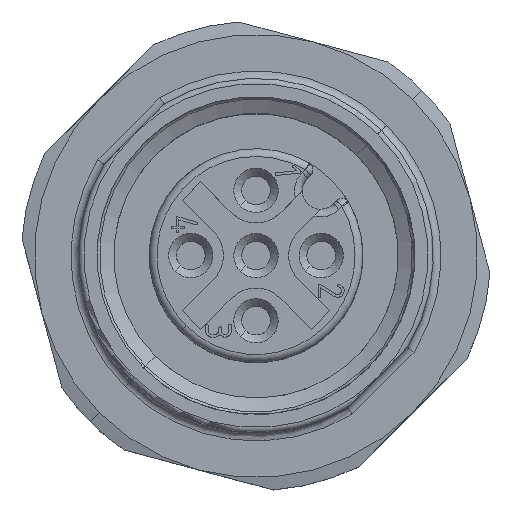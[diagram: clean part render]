
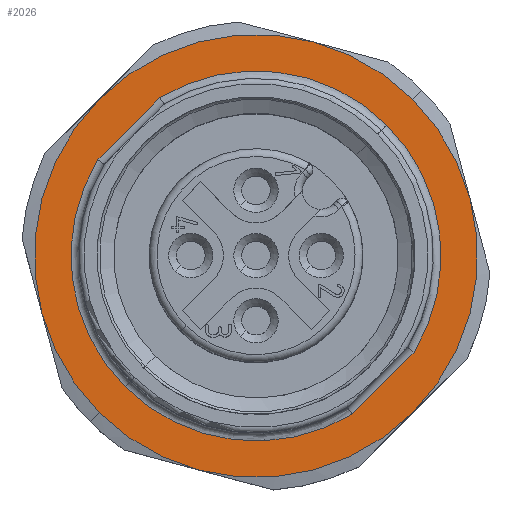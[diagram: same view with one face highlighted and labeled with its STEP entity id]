
A CAD part, top view. The second image highlights one B-rep face of the part: STEP entity #2026.
In plain terms, the highlighted planar face has unit normal (0, 0, 1).
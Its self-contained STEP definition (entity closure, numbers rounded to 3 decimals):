
#1113=AXIS2_PLACEMENT_3D('Circle Axis2P3D',#1111,#1112,$) ;
#1130=AXIS2_PLACEMENT_3D('Circle Axis2P3D',#1128,#1129,$) ;
#1147=AXIS2_PLACEMENT_3D('Circle Axis2P3D',#1145,#1146,$) ;
#1171=AXIS2_PLACEMENT_3D('Circle Axis2P3D',#1169,#1170,$) ;
#1188=AXIS2_PLACEMENT_3D('Circle Axis2P3D',#1186,#1187,$) ;
#1205=AXIS2_PLACEMENT_3D('Circle Axis2P3D',#1203,#1204,$) ;
#1222=AXIS2_PLACEMENT_3D('Circle Axis2P3D',#1220,#1221,$) ;
#1239=AXIS2_PLACEMENT_3D('Circle Axis2P3D',#1237,#1238,$) ;
#1265=AXIS2_PLACEMENT_3D('Circle Axis2P3D',#1263,#1264,$) ;
#1314=AXIS2_PLACEMENT_3D('Circle Axis2P3D',#1312,#1313,$) ;
#1373=AXIS2_PLACEMENT_3D('Circle Axis2P3D',#1371,#1372,$) ;
#1411=AXIS2_PLACEMENT_3D('Circle Axis2P3D',#1409,#1410,$) ;
#2006=AXIS2_PLACEMENT_3D('Plane Axis2P3D',#2003,#2004,#2005) ;
#601=CARTESIAN_POINT('Vertex',(17.186,11.176,26.7)) ;
#677=CARTESIAN_POINT('Vertex',(14.986,2.966,26.7)) ;
#753=CARTESIAN_POINT('Vertex',(6.776,0.766,26.7)) ;
#861=CARTESIAN_POINT('Vertex',(0.766,6.776,26.7)) ;
#937=CARTESIAN_POINT('Vertex',(2.966,14.986,26.7)) ;
#1013=CARTESIAN_POINT('Vertex',(11.176,17.186,26.7)) ;
#1108=CARTESIAN_POINT('Vertex',(14.986,14.986,26.7)) ;
#1111=CARTESIAN_POINT('Axis2P3D Location',(8.976,8.976,26.7)) ;
#1128=CARTESIAN_POINT('Axis2P3D Location',(8.976,8.976,26.7)) ;
#1145=CARTESIAN_POINT('Axis2P3D Location',(8.976,8.976,26.7)) ;
#1166=CARTESIAN_POINT('Vertex',(2.966,2.966,26.7)) ;
#1169=CARTESIAN_POINT('Axis2P3D Location',(8.976,8.976,26.7)) ;
#1186=CARTESIAN_POINT('Axis2P3D Location',(8.976,8.976,26.7)) ;
#1203=CARTESIAN_POINT('Axis2P3D Location',(8.976,8.976,26.7)) ;
#1220=CARTESIAN_POINT('Axis2P3D Location',(8.976,8.976,26.7)) ;
#1237=CARTESIAN_POINT('Axis2P3D Location',(8.976,8.976,26.7)) ;
#1260=CARTESIAN_POINT('Vertex',(13.996,13.996,26.7)) ;
#1263=CARTESIAN_POINT('Axis2P3D Location',(8.976,8.976,26.7)) ;
#1267=CARTESIAN_POINT('Vertex',(5.28,15.038,26.7)) ;
#1309=CARTESIAN_POINT('Vertex',(15.038,5.28,26.7)) ;
#1312=CARTESIAN_POINT('Axis2P3D Location',(8.976,8.976,26.7)) ;
#1342=CARTESIAN_POINT('Vertex',(12.672,2.914,26.7)) ;
#1345=CARTESIAN_POINT('Line Origine',(13.855,4.097,26.7)) ;
#1366=CARTESIAN_POINT('Vertex',(3.956,3.956,26.7)) ;
#1371=CARTESIAN_POINT('Axis2P3D Location',(8.976,8.976,26.7)) ;
#1406=CARTESIAN_POINT('Vertex',(2.914,12.672,26.7)) ;
#1409=CARTESIAN_POINT('Axis2P3D Location',(8.976,8.976,26.7)) ;
#1431=CARTESIAN_POINT('Line Origine',(0.561,10.32,26.7)) ;
#2003=CARTESIAN_POINT('Axis2P3D Location',(8.976,8.976,26.7)) ;
#1112=DIRECTION('Axis2P3D Direction',(0.,0.,-1.)) ;
#1129=DIRECTION('Axis2P3D Direction',(0.,0.,-1.)) ;
#1146=DIRECTION('Axis2P3D Direction',(0.,0.,-1.)) ;
#1170=DIRECTION('Axis2P3D Direction',(0.,0.,-1.)) ;
#1187=DIRECTION('Axis2P3D Direction',(0.,0.,-1.)) ;
#1204=DIRECTION('Axis2P3D Direction',(0.,0.,-1.)) ;
#1221=DIRECTION('Axis2P3D Direction',(0.,0.,-1.)) ;
#1238=DIRECTION('Axis2P3D Direction',(0.,0.,-1.)) ;
#1264=DIRECTION('Axis2P3D Direction',(0.,0.,1.)) ;
#1313=DIRECTION('Axis2P3D Direction',(0.,0.,1.)) ;
#1346=DIRECTION('Vector Direction',(0.707,0.707,0.)) ;
#1372=DIRECTION('Axis2P3D Direction',(0.,0.,1.)) ;
#1410=DIRECTION('Axis2P3D Direction',(0.,0.,1.)) ;
#1432=DIRECTION('Vector Direction',(0.707,0.707,0.)) ;
#2004=DIRECTION('Axis2P3D Direction',(0.,0.,1.)) ;
#2005=DIRECTION('Axis2P3D XDirection',(-0.707,0.707,0.)) ;
#1347=VECTOR('Line Direction',#1346,1.) ;
#1433=VECTOR('Line Direction',#1432,1.) ;
#2009=ORIENTED_EDGE('',*,*,#1149,.T.) ;
#2010=ORIENTED_EDGE('',*,*,#1132,.T.) ;
#2011=ORIENTED_EDGE('',*,*,#1115,.T.) ;
#2012=ORIENTED_EDGE('',*,*,#1241,.T.) ;
#2013=ORIENTED_EDGE('',*,*,#1224,.T.) ;
#2014=ORIENTED_EDGE('',*,*,#1207,.T.) ;
#2015=ORIENTED_EDGE('',*,*,#1190,.T.) ;
#2016=ORIENTED_EDGE('',*,*,#1173,.T.) ;
#2019=ORIENTED_EDGE('',*,*,#1269,.T.) ;
#2020=ORIENTED_EDGE('',*,*,#1316,.T.) ;
#2021=ORIENTED_EDGE('',*,*,#1349,.T.) ;
#2022=ORIENTED_EDGE('',*,*,#1375,.T.) ;
#2023=ORIENTED_EDGE('',*,*,#1413,.T.) ;
#2024=ORIENTED_EDGE('',*,*,#1435,.T.) ;
#2025=FACE_BOUND('',#2018,.T.) ;
#2026=ADVANCED_FACE('Hauptk\X2\00F6\X0\rper',(#2017,#2025),#2007,.T.) ;
#1114=CIRCLE('generated circle',#1113,8.5) ;
#1131=CIRCLE('generated circle',#1130,8.5) ;
#1148=CIRCLE('generated circle',#1147,8.5) ;
#1172=CIRCLE('generated circle',#1171,8.5) ;
#1189=CIRCLE('generated circle',#1188,8.5) ;
#1206=CIRCLE('generated circle',#1205,8.5) ;
#1223=CIRCLE('generated circle',#1222,8.5) ;
#1240=CIRCLE('generated circle',#1239,8.5) ;
#1266=CIRCLE('generated circle',#1265,7.1) ;
#1315=CIRCLE('generated circle',#1314,7.1) ;
#1374=CIRCLE('generated circle',#1373,7.1) ;
#1412=CIRCLE('generated circle',#1411,7.1) ;
#1115=EDGE_CURVE('',#602,#1109,#1114,.F.) ;
#1132=EDGE_CURVE('',#678,#602,#1131,.F.) ;
#1149=EDGE_CURVE('',#754,#678,#1148,.F.) ;
#1173=EDGE_CURVE('',#1167,#754,#1172,.F.) ;
#1190=EDGE_CURVE('',#862,#1167,#1189,.F.) ;
#1207=EDGE_CURVE('',#938,#862,#1206,.F.) ;
#1224=EDGE_CURVE('',#1014,#938,#1223,.F.) ;
#1241=EDGE_CURVE('',#1109,#1014,#1240,.F.) ;
#1269=EDGE_CURVE('',#1268,#1261,#1266,.F.) ;
#1316=EDGE_CURVE('',#1261,#1310,#1315,.F.) ;
#1349=EDGE_CURVE('',#1310,#1343,#1348,.F.) ;
#1375=EDGE_CURVE('',#1343,#1367,#1374,.F.) ;
#1413=EDGE_CURVE('',#1367,#1407,#1412,.F.) ;
#1435=EDGE_CURVE('',#1407,#1268,#1434,.T.) ;
#2008=EDGE_LOOP('',(#2009,#2010,#2011,#2012,#2013,#2014,#2015,#2016)) ;
#2018=EDGE_LOOP('',(#2019,#2020,#2021,#2022,#2023,#2024)) ;
#2017=FACE_OUTER_BOUND('',#2008,.T.) ;
#1348=LINE('Line',#1345,#1347) ;
#1434=LINE('Line',#1431,#1433) ;
#2007=PLANE('',#2006) ;
#602=VERTEX_POINT('',#601) ;
#678=VERTEX_POINT('',#677) ;
#754=VERTEX_POINT('',#753) ;
#862=VERTEX_POINT('',#861) ;
#938=VERTEX_POINT('',#937) ;
#1014=VERTEX_POINT('',#1013) ;
#1109=VERTEX_POINT('',#1108) ;
#1167=VERTEX_POINT('',#1166) ;
#1261=VERTEX_POINT('',#1260) ;
#1268=VERTEX_POINT('',#1267) ;
#1310=VERTEX_POINT('',#1309) ;
#1343=VERTEX_POINT('',#1342) ;
#1367=VERTEX_POINT('',#1366) ;
#1407=VERTEX_POINT('',#1406) ;
